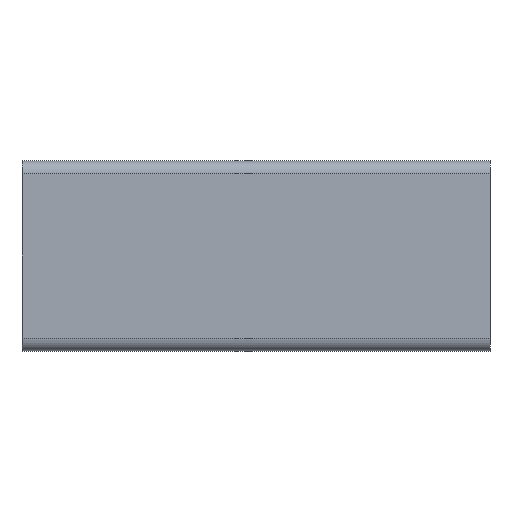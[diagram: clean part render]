
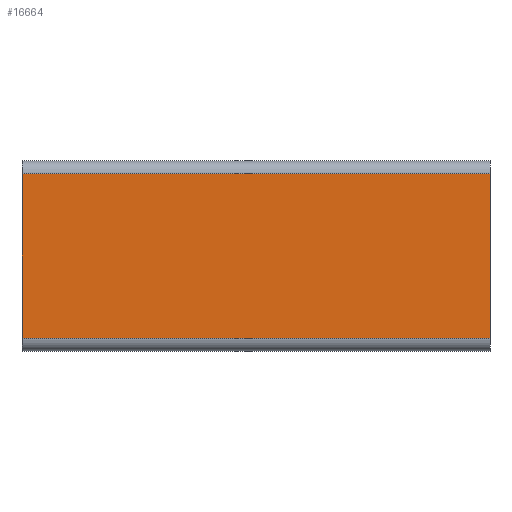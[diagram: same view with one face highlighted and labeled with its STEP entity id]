
A CAD part, front view. The second image highlights one B-rep face of the part: STEP entity #16664.
In plain terms, the highlighted face is planar.
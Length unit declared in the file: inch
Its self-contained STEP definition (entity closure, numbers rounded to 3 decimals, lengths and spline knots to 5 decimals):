
#137 = ORIENTED_EDGE ( 'NONE', *, *, #20160, .T. ) ;
#3000 = LINE ( 'NONE', #25749, #28199 ) ;
#3103 = CARTESIAN_POINT ( 'NONE',  ( 0.24508, 0., 0.14173 ) ) ;
#3671 = VERTEX_POINT ( 'NONE', #8104 ) ;
#4095 = DIRECTION ( 'NONE',  ( 0., 0., 1. ) ) ;
#5835 = EDGE_CURVE ( 'NONE', #23829, #3671, #3000, .T. ) ;
#6919 = FACE_OUTER_BOUND ( 'NONE', #26521, .T. ) ;
#6990 = CARTESIAN_POINT ( 'NONE',  ( -0.24508, 0., 0.14173 ) ) ;
#8104 = CARTESIAN_POINT ( 'NONE',  ( 0.24508, 1.39764, 0.14173 ) ) ;
#8324 = VERTEX_POINT ( 'NONE', #35861 ) ;
#9913 = PLANE ( 'NONE',  #27343 ) ;
#10698 = LINE ( 'NONE', #36083, #21879 ) ;
#13505 = EDGE_CURVE ( 'NONE', #8324, #3671, #29386, .T. ) ;
#14058 = LINE ( 'NONE', #6990, #34870 ) ;
#14274 = CARTESIAN_POINT ( 'NONE',  ( -0.24508, 1.39764, 0.14173 ) ) ;
#15939 = ORIENTED_EDGE ( 'NONE', *, *, #13505, .T. ) ;
#16664 = ADVANCED_FACE ( 'NONE', ( #6919 ), #9913, .T. ) ;
#18378 = CARTESIAN_POINT ( 'NONE',  ( -0.24508, 0., 0.14173 ) ) ;
#18451 = DIRECTION ( 'NONE',  ( 0., 1., 0. ) ) ;
#18639 = CARTESIAN_POINT ( 'NONE',  ( -0.24508, 0., 0.14173 ) ) ;
#19149 = ORIENTED_EDGE ( 'NONE', *, *, #5835, .F. ) ;
#19449 = VECTOR ( 'NONE', #28839, 39.37008 ) ;
#19693 = VERTEX_POINT ( 'NONE', #18639 ) ;
#20160 = EDGE_CURVE ( 'NONE', #19693, #8324, #10698, .T. ) ;
#21879 = VECTOR ( 'NONE', #24607, 39.37008 ) ;
#23829 = VERTEX_POINT ( 'NONE', #14274 ) ;
#24607 = DIRECTION ( 'NONE',  ( 1., 0., 0. ) ) ;
#25749 = CARTESIAN_POINT ( 'NONE',  ( -0.24508, 1.39764, 0.14173 ) ) ;
#26521 = EDGE_LOOP ( 'NONE', ( #15939, #19149, #28699, #137 ) ) ;
#27343 = AXIS2_PLACEMENT_3D ( 'NONE', #18378, #4095, #34922 ) ;
#28199 = VECTOR ( 'NONE', #37036, 39.37008 ) ;
#28332 = EDGE_CURVE ( 'NONE', #19693, #23829, #14058, .T. ) ;
#28699 = ORIENTED_EDGE ( 'NONE', *, *, #28332, .F. ) ;
#28839 = DIRECTION ( 'NONE',  ( 0., 1., 0. ) ) ;
#29386 = LINE ( 'NONE', #3103, #19449 ) ;
#34870 = VECTOR ( 'NONE', #18451, 39.37008 ) ;
#34922 = DIRECTION ( 'NONE',  ( 1., 0., 0. ) ) ;
#35861 = CARTESIAN_POINT ( 'NONE',  ( 0.24508, 0., 0.14173 ) ) ;
#36083 = CARTESIAN_POINT ( 'NONE',  ( -0.24508, 0., 0.14173 ) ) ;
#37036 = DIRECTION ( 'NONE',  ( 1., 0., 0. ) ) ;
